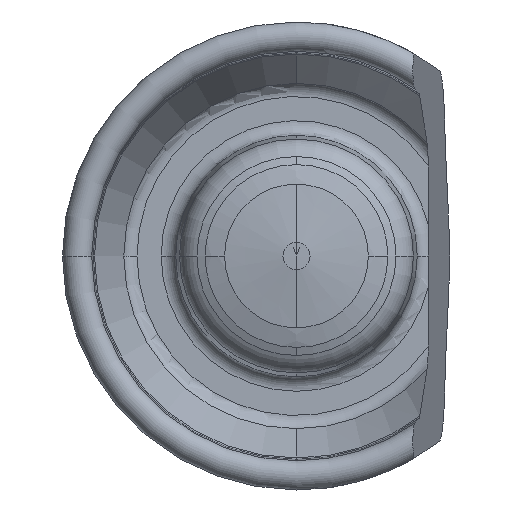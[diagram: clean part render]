
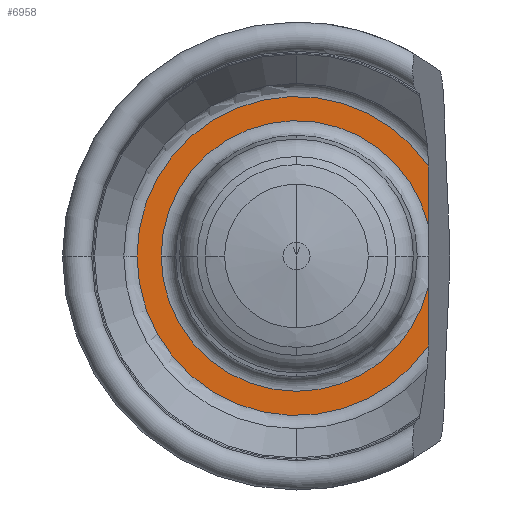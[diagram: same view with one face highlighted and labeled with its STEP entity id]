
A CAD part, left-side view. The second image highlights one B-rep face of the part: STEP entity #6958.
In plain terms, the highlighted planar face has unit normal (-1, 0, 0).
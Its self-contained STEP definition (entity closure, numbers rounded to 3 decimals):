
#3616=DIRECTION('',(0.,0.,1.));
#3617=VECTOR('',#3616,8.038);
#3618=CARTESIAN_POINT('',(16.996,-18.005,4.271));
#3619=LINE('',#3618,#3617);
#3623=CARTESIAN_POINT('',(16.996,0.,0.));
#3624=DIRECTION('',(1.,0.,0.));
#3625=DIRECTION('',(0.,1.,0.));
#3626=AXIS2_PLACEMENT_3D('',#3623,#3624,#3625);
#3631=CARTESIAN_POINT('',(16.996,0.,0.));
#3632=DIRECTION('',(1.,0.,0.));
#3633=DIRECTION('',(0.,0.,-1.));
#3634=AXIS2_PLACEMENT_3D('',#3631,#3632,#3633);
#3639=CARTESIAN_POINT('',(16.996,0.,0.));
#3640=DIRECTION('',(1.,0.,0.));
#3641=DIRECTION('',(0.,-0.973,-0.231));
#3642=AXIS2_PLACEMENT_3D('',#3639,#3640,#3641);
#3647=DIRECTION('',(0.,0.,1.));
#3648=VECTOR('',#3647,8.038);
#3649=CARTESIAN_POINT('',(16.996,-18.005,
-12.309));
#3650=LINE('',#3649,#3648);
#3654=CARTESIAN_POINT('',(16.996,0.,0.));
#3655=DIRECTION('',(-1.,0.,0.));
#3656=DIRECTION('',(0.,1.,0.));
#3657=AXIS2_PLACEMENT_3D('',#3654,#3655,#3656);
#3662=CARTESIAN_POINT('',(16.996,0.,0.));
#3663=DIRECTION('',(-1.,0.,0.));
#3664=DIRECTION('',(0.,-0.826,0.564));
#3665=AXIS2_PLACEMENT_3D('',#3662,#3663,#3664);
#4118=CARTESIAN_POINT('',(16.996,18.505,
0.));
#4120=VERTEX_POINT('',#4118);
#4196=CARTESIAN_POINT('',(16.996,-18.005,12.309));
#4197=CARTESIAN_POINT('',(16.996,21.81,
0.));
#4198=VERTEX_POINT('',#4196);
#4199=VERTEX_POINT('',#4197);
#4352=CARTESIAN_POINT('',(16.996,-18.005,4.271));
#4353=VERTEX_POINT('',#4352);
#4382=CARTESIAN_POINT('',(16.996,-18.005,
-12.309));
#4383=CARTESIAN_POINT('',(16.996,-18.005,
-4.271));
#4384=VERTEX_POINT('',#4382);
#4385=VERTEX_POINT('',#4383);
#4470=CARTESIAN_POINT('',(16.996,0.,
-18.505));
#4471=VERTEX_POINT('',#4470);
#6941=CARTESIAN_POINT('',(16.996,0.,20.158));
#6942=DIRECTION('',(1.,0.,0.));
#6943=DIRECTION('',(0.,1.,0.));
#6944=AXIS2_PLACEMENT_3D('',#6941,#6942,#6943);
#6945=PLANE('',#6944);
#6946=ORIENTED_EDGE('',*,*,#6724,.F.);
#6948=ORIENTED_EDGE('',*,*,#6947,.F.);
#6950=ORIENTED_EDGE('',*,*,#6949,.F.);
#6952=ORIENTED_EDGE('',*,*,#6951,.F.);
#6953=ORIENTED_EDGE('',*,*,#6718,.F.);
#6954=ORIENTED_EDGE('',*,*,#6932,.F.);
#6955=ORIENTED_EDGE('',*,*,#6921,.F.);
#6956=EDGE_LOOP('',(#6946,#6948,#6950,#6952,#6953,#6954,#6955));
#6957=FACE_OUTER_BOUND('',#6956,.F.);
#6958=ADVANCED_FACE('',(#6957),#6945,.F.);
#3627=CIRCLE('',#3626,18.505);
#3635=CIRCLE('',#3634,18.505);
#3643=CIRCLE('',#3642,18.505);
#3658=CIRCLE('',#3657,21.81);
#3666=CIRCLE('',#3665,21.81);
#6718=EDGE_CURVE('',#4384,#4385,#3650,.T.);
#6724=EDGE_CURVE('',#4353,#4198,#3619,.T.);
#6921=EDGE_CURVE('',#4198,#4199,#3666,.T.);
#6932=EDGE_CURVE('',#4199,#4384,#3658,.T.);
#6947=EDGE_CURVE('',#4120,#4353,#3627,.T.);
#6949=EDGE_CURVE('',#4471,#4120,#3635,.T.);
#6951=EDGE_CURVE('',#4385,#4471,#3643,.T.);
